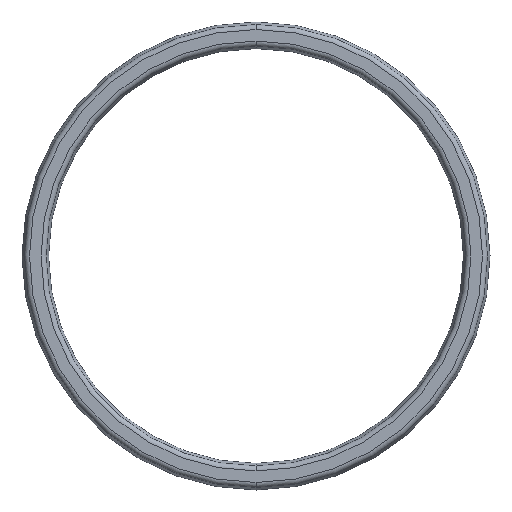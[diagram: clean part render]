
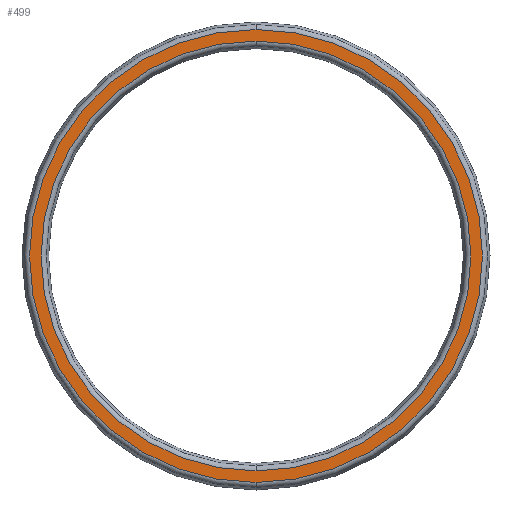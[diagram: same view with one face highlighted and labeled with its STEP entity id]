
A CAD part, front view. The second image highlights one B-rep face of the part: STEP entity #499.
In plain terms, the highlighted planar face has unit normal (0, -1, 0).
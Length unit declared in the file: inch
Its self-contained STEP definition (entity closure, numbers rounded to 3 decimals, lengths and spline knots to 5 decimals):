
#8 = DIRECTION ( 'NONE',  ( 0., -1., 0. ) ) ;
#28 = AXIS2_PLACEMENT_3D ( 'NONE', #560, #305, #508 ) ;
#49 = CIRCLE ( 'NONE', #28, 2.52599 ) ;
#52 = FACE_BOUND ( 'NONE', #112, .T. ) ;
#55 = CARTESIAN_POINT ( 'NONE',  ( 2.594, -0.25, 2.52599 ) ) ;
#56 = DIRECTION ( 'NONE',  ( 0., 1., 0. ) ) ;
#79 = VERTEX_POINT ( 'NONE', #309 ) ;
#93 = ORIENTED_EDGE ( 'NONE', *, *, #133, .T. ) ;
#97 = PLANE ( 'NONE',  #606 ) ;
#112 = EDGE_LOOP ( 'NONE', ( #653, #649 ) ) ;
#131 = EDGE_CURVE ( 'NONE', #643, #603, #510, .T. ) ;
#133 = EDGE_CURVE ( 'NONE', #281, #79, #156, .T. ) ;
#155 = DIRECTION ( 'NONE',  ( 0., 0., -1. ) ) ;
#156 = CIRCLE ( 'NONE', #365, 2.66201 ) ;
#188 = AXIS2_PLACEMENT_3D ( 'NONE', #509, #56, #503 ) ;
#196 = CARTESIAN_POINT ( 'NONE',  ( 2.594, -0.25, 0. ) ) ;
#202 = CARTESIAN_POINT ( 'NONE',  ( -0.10938, -0.25, 0. ) ) ;
#252 = CARTESIAN_POINT ( 'NONE',  ( 2.594, -0.25, -2.52599 ) ) ;
#255 = FACE_OUTER_BOUND ( 'NONE', #339, .T. ) ;
#257 = CIRCLE ( 'NONE', #556, 2.66201 ) ;
#281 = VERTEX_POINT ( 'NONE', #363 ) ;
#298 = DIRECTION ( 'NONE',  ( 0., 0., -1. ) ) ;
#305 = DIRECTION ( 'NONE',  ( 0., 1., 0. ) ) ;
#309 = CARTESIAN_POINT ( 'NONE',  ( 2.594, -0.25, 2.66201 ) ) ;
#339 = EDGE_LOOP ( 'NONE', ( #93, #468 ) ) ;
#363 = CARTESIAN_POINT ( 'NONE',  ( 2.594, -0.25, -2.66201 ) ) ;
#365 = AXIS2_PLACEMENT_3D ( 'NONE', #196, #450, #155 ) ;
#450 = DIRECTION ( 'NONE',  ( 0., -1., 0. ) ) ;
#451 = DIRECTION ( 'NONE',  ( 0., 0., -1. ) ) ;
#468 = ORIENTED_EDGE ( 'NONE', *, *, #565, .T. ) ;
#499 = ADVANCED_FACE ( 'NONE', ( #255, #52 ), #97, .T. ) ;
#503 = DIRECTION ( 'NONE',  ( 0., 0., -1. ) ) ;
#508 = DIRECTION ( 'NONE',  ( 0., 0., -1. ) ) ;
#509 = CARTESIAN_POINT ( 'NONE',  ( 2.594, -0.25, 0. ) ) ;
#510 = CIRCLE ( 'NONE', #188, 2.52599 ) ;
#551 = DIRECTION ( 'NONE',  ( 0., -1., 0. ) ) ;
#556 = AXIS2_PLACEMENT_3D ( 'NONE', #615, #551, #298 ) ;
#560 = CARTESIAN_POINT ( 'NONE',  ( 2.594, -0.25, 0. ) ) ;
#565 = EDGE_CURVE ( 'NONE', #79, #281, #257, .T. ) ;
#603 = VERTEX_POINT ( 'NONE', #252 ) ;
#606 = AXIS2_PLACEMENT_3D ( 'NONE', #202, #8, #451 ) ;
#615 = CARTESIAN_POINT ( 'NONE',  ( 2.594, -0.25, 0. ) ) ;
#634 = EDGE_CURVE ( 'NONE', #603, #643, #49, .T. ) ;
#643 = VERTEX_POINT ( 'NONE', #55 ) ;
#649 = ORIENTED_EDGE ( 'NONE', *, *, #131, .T. ) ;
#653 = ORIENTED_EDGE ( 'NONE', *, *, #634, .T. ) ;
